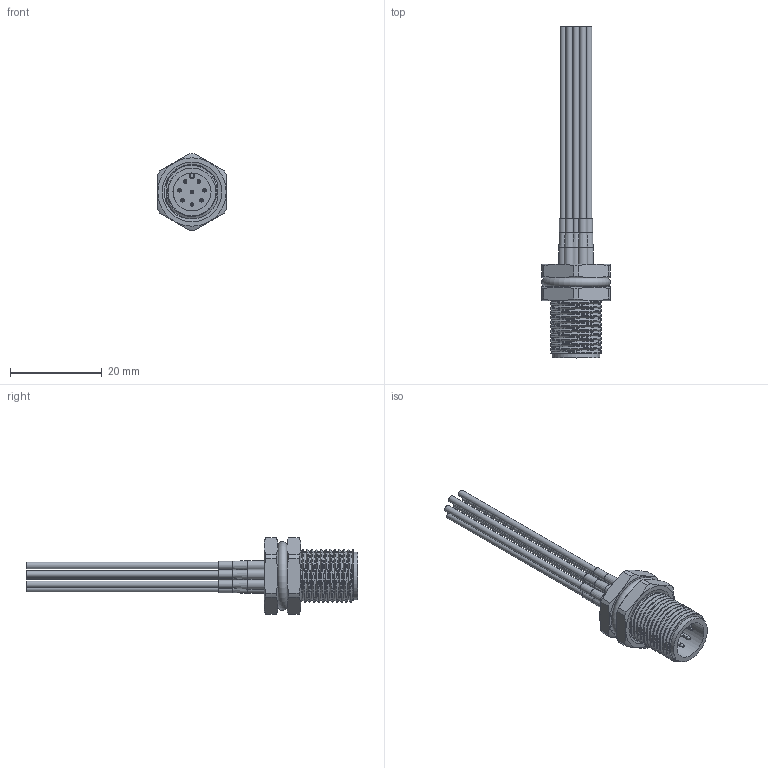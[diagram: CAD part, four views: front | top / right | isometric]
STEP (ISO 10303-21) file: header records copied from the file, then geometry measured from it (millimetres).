
FILE_DESCRIPTION(/* description */ ('Unknown'),/* implementation_level */ '2;1');
FILE_NAME(/* name */ '643452100308',/* time_stamp */ '2021-08-13T14:32:50+02:00',/* author */ ('Unknown'),/* organization */ ('Unknown'),/* preprocessor_version */ 'ST-DEVELOPER v16.7',/* originating_system */ 'Solid Edge',/* authorisation */ 'Unknown');
FILE_SCHEMA (('AUTOMOTIVE_DESIGN {1 0 10303 214 3 1 1}'));
Products named in the file (17): 6434521003xx; 6431501003xx; 6431501003xx_Shell; 643150100608; 643050100608_Pin; 643xx01003xx_Panel O-Ring; 643xx01003xx_Panel Nut; 6431501003xx_Glue; Wire 24AWG White; Wire 24AWG Brown; Wire 24AWG Green; Wire 24AWG Yellow; Wire 24AWG Red; 643352100308_Shrink tube; Wire 24AWG Grey; Wire 24AWG Pink; Wire 24AWG Blue
Assembly tree (30 placements, depth 3):
  6434521003xx
    6431501003xx
      6431501003xx_Shell
      643150100608
      643050100608_Pin  x8
      643xx01003xx_Panel O-Ring
      643xx01003xx_Panel Nut
      6431501003xx_Glue
    Wire 24AWG White
    Wire 24AWG Brown
    Wire 24AWG Green
    Wire 24AWG Yellow
    Wire 24AWG Red
    643352100308_Shrink tube  x8
    Wire 24AWG Grey
    Wire 24AWG Pink
    Wire 24AWG Blue
Bounding box: 15 x 72.5 x 16.8 mm (x, y, z)
Volume: 2962.7 mm3; surface area: 7905.7 mm2
Topology: 29 solids, 29 shells, 651 faces, 1420 edges, 914 vertices
Faces by surface type: cylinder 280, plane 251, cone 68, torus 48, bspline 4
Full cylindrical faces by diameter (mm): 0.61 x8, 0.8 x24, 1.1 x8, 1.2 x8, 1.3 x32, 1.4 x40, 1.42 x16, 1.6 x16, 1.785 x8, 2.1 x8, 8.3 x1, 9.44 x2, 9.45 x1, 10.2 x8, 10.45 x1, 10.6 x3, 10.607 x3, 10.65 x16
Entity records: 42896 total; most frequent: CARTESIAN_POINT 35965, DIRECTION 1291, ORIENTED_EDGE 1118, AXIS2_PLACEMENT_3D 565, EDGE_CURVE 559, FACE_BOUND 488, EDGE_LOOP 486, VERTEX_POINT 429
